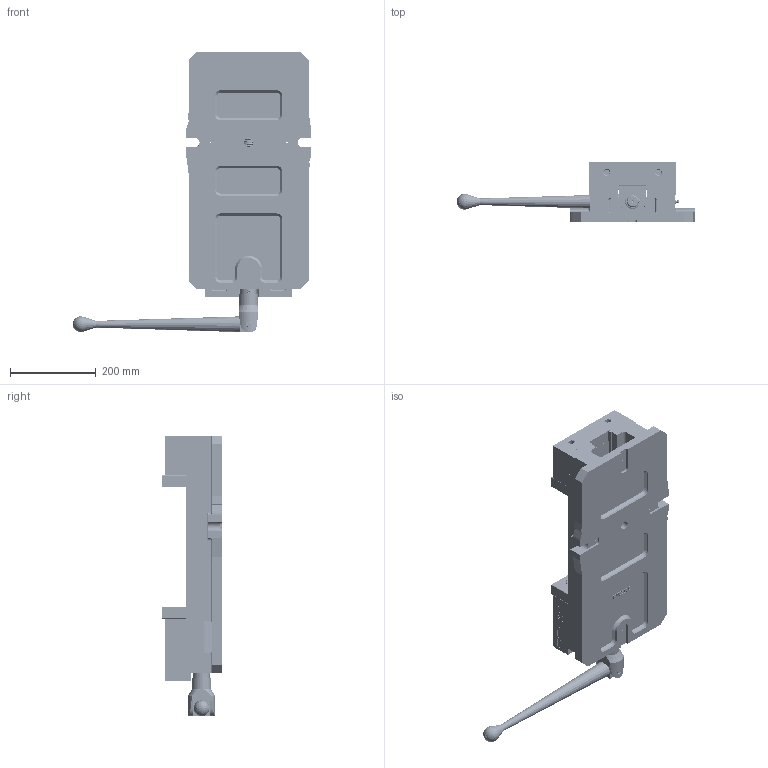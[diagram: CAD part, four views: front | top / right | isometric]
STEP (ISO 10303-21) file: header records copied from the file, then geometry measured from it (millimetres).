
FILE_DESCRIPTION(/* description */ (''),/* implementation_level */ '2;1');
FILE_NAME(/* name */ 'PWS-8110.stp',/* time_stamp */ '2021-01-25T10:42:00-05:00',/* author */ ('slane'),/* organization */ (''),/* preprocessor_version */ 'ST-DEVELOPER v17',/* originating_system */ 'Autodesk Inventor 2019',/* authorisation */ '');
FILE_SCHEMA (('AUTOMOTIVE_DESIGN { 1 0 10303 214 3 1 1 }'));
Products named in the file (29): PWS-8110; PWS-8110-002; PWS-8110-003; PWS-8110-004; PWS-8110-005; PWS-8110-010; PWS-8110-014; PWS-8110-017; PWS-8110-006; PWS-8110-016; PWS-8110-007; PWS-8110-007-1; PWS-8110-007-2; PWS-8110-007-3; PWS-8110-018; PWS-8110-001; PWS-8110-011; PWS-8110-020; PWS-8110-013; PWS-6900-002-2; PWS-6900-002-3; PWS-6900-002-4; PWS-8110-TAG; PWS-8110-LABEL; HSV6509; PWS-6900-004; 51105 Housing washer ; 51105 Shaft washer ; 51105 Ball 
Assembly tree (50 placements, depth 3):
  PWS-8110
    PWS-8110-002
    PWS-8110-003
    PWS-8110-004
    PWS-8110-005
    PWS-8110-006  x2
    PWS-8110-010
    PWS-8110-014  x4
    PWS-8110-017  x4
    PWS-8110-016
    PWS-8110-007
      PWS-8110-007-1
      PWS-8110-007-2
      PWS-8110-007-3
    PWS-8110-018
    PWS-8110-001
    PWS-8110-011  x2
    PWS-8110-020
    PWS-8110-013
    PWS-6900-002-2
    PWS-6900-002-3
    PWS-6900-002-4
    PWS-8110-TAG
    PWS-8110-LABEL  x2
    HSV6509
    PWS-6900-004
      51105 Housing washer 
      51105 Shaft washer 
      51105 Ball   x14
Bounding box: 555.84 x 139.95 x 654.21 mm (x, y, z)
Volume: 10216286.7 mm3; surface area: 1291788.2 mm2
Topology: 51 solids, 51 shells, 4294 faces, 11601 edges, 7579 vertices
Faces by surface type: plane 2072, bspline 1059, cylinder 893, cone 183, torus 65, sphere 22
Full cylindrical faces by diameter (mm): 2.12 x1, 2.705 x2, 3.683 x4, 4 x1, 5.359 x1, 5.613 x2, 6.35 x1, 6.401 x3, 7.929 x4, 12.3 x4, 12.675 x1, 12.7 x1, 13.042 x144, 13.08 x2, 13.386 x7, 15.875 x148, 16.76 x4, 17.46 x4, 20.711 x1, 23.376 x11, 23.444 x3, 23.825 x8, 25 x12, 25.4 x8, 25.408 x3, 26 x1, 26.67 x2, 28 x2, 29.731 x74, 30.353 x1
Entity records: 146872 total; most frequent: CARTESIAN_POINT 65016, ORIENTED_EDGE 18846, DIRECTION 12966, EDGE_CURVE 9423, VERTEX_POINT 6171, LINE 5660, VECTOR 5660, EDGE_LOOP 3778
